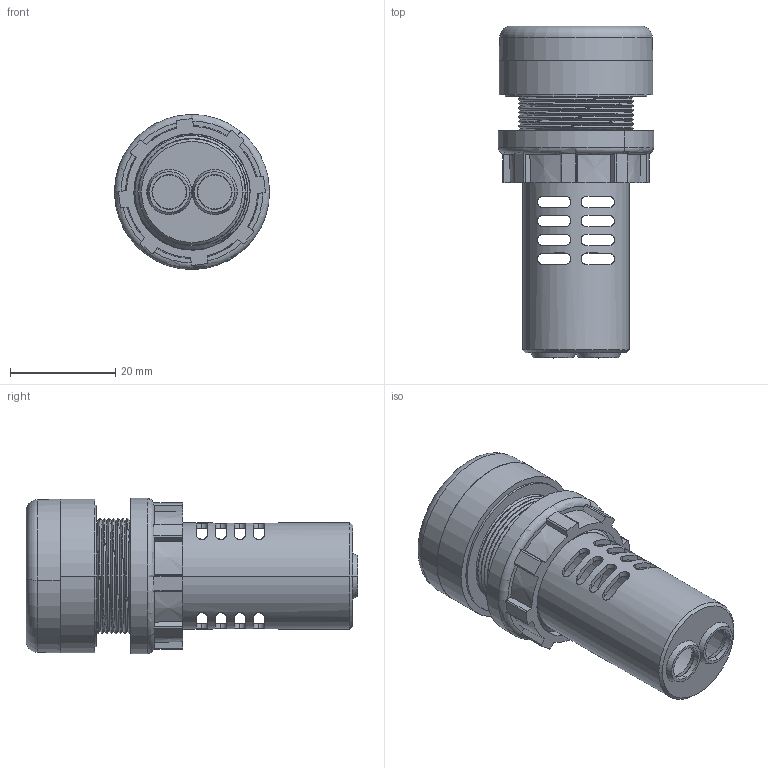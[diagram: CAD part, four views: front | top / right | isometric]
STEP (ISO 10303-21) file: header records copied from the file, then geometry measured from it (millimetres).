
FILE_DESCRIPTION (( 'STEP AP214' ), '1' );
FILE_NAME ('PCL22_Series.STEP', '2019-06-26T21:54:10', ( 'user' ), ( 'Microsoft' ), 'SwSTEP 2.0', 'SolidWorks 2018', '' );
FILE_SCHEMA (( 'AUTOMOTIVE_DESIGN' ));
Length unit declared in the file: foot
Products named in the file (4): PCL22_Body; PCL22_Lens; PCL22_nut; PCL22_Series
Assembly tree (3 placements, depth 2):
  PCL22_Series
    PCL22_nut
    PCL22_Lens
    PCL22_Body
Bounding box: 29.46 x 63.02 x 29.46 mm (x, y, z)
Volume: 8101.1 mm3; surface area: 14061 mm2
Topology: 4 solids, 4 shells, 248 faces, 678 edges, 448 vertices
Faces by surface type: cylinder 125, plane 85, cone 26, torus 6, bspline 6
Entity records: 15179 total; most frequent: CARTESIAN_POINT 8975, ORIENTED_EDGE 1356, DIRECTION 1116, EDGE_CURVE 678, VERTEX_POINT 448, AXIS2_PLACEMENT_3D 442, EDGE_LOOP 298, ADVANCED_FACE 248
